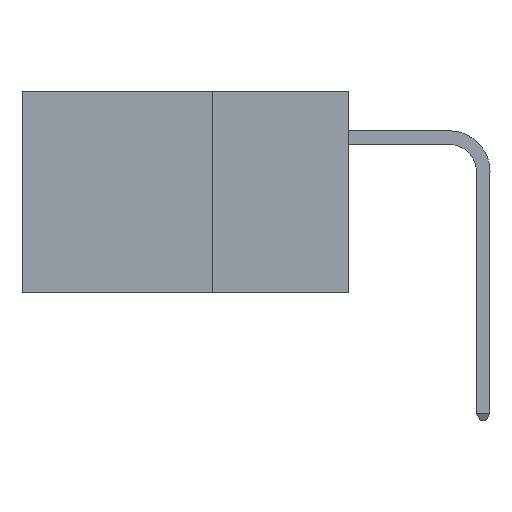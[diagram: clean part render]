
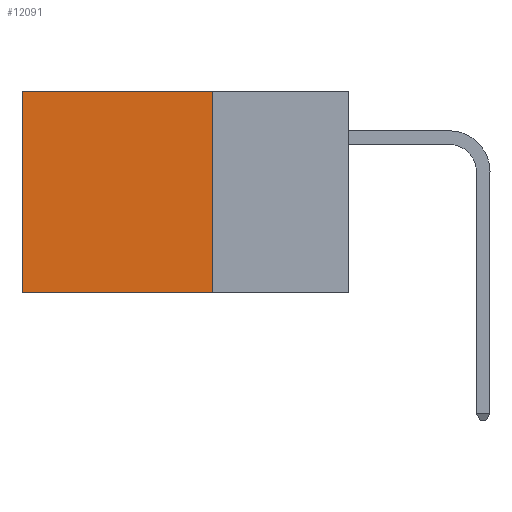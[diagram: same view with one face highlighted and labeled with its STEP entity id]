
A CAD part, left-side view. The second image highlights one B-rep face of the part: STEP entity #12091.
In plain terms, the highlighted planar face has unit normal (-1, 0, 0).
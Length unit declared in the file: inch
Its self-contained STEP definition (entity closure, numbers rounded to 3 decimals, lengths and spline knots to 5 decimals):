
#258 = DIRECTION ( 'NONE',  ( 0., 0., -1. ) ) ;
#689 = AXIS2_PLACEMENT_3D ( 'NONE', #5930, #8967, #30051 ) ;
#3303 = VERTEX_POINT ( 'NONE', #35568 ) ;
#3531 = EDGE_CURVE ( 'NONE', #7083, #21084, #33656, .T. ) ;
#5930 = CARTESIAN_POINT ( 'NONE',  ( 0.2875, 0.25, 0. ) ) ;
#6064 = ORIENTED_EDGE ( 'NONE', *, *, #31933, .T. ) ;
#6493 = CARTESIAN_POINT ( 'NONE',  ( 0.2875, 0.6, 0. ) ) ;
#7083 = VERTEX_POINT ( 'NONE', #10541 ) ;
#7755 = ORIENTED_EDGE ( 'NONE', *, *, #26380, .F. ) ;
#8967 = DIRECTION ( 'NONE',  ( 1., 0., 0. ) ) ;
#9610 = VECTOR ( 'NONE', #30615, 39.37008 ) ;
#9940 = VECTOR ( 'NONE', #35779, 39.37008 ) ;
#10541 = CARTESIAN_POINT ( 'NONE',  ( 0.2875, 0.6, 0. ) ) ;
#12091 = ADVANCED_FACE ( 'NONE', ( #35510 ), #24069, .F. ) ;
#17146 = LINE ( 'NONE', #23299, #39112 ) ;
#19162 = LINE ( 'NONE', #27596, #34166 ) ;
#20911 = CARTESIAN_POINT ( 'NONE',  ( 0.2875, 0.25, -0.37 ) ) ;
#21084 = VERTEX_POINT ( 'NONE', #23392 ) ;
#21155 = ORIENTED_EDGE ( 'NONE', *, *, #32716, .F. ) ;
#22605 = EDGE_LOOP ( 'NONE', ( #24809, #21155, #7755, #6064 ) ) ;
#23299 = CARTESIAN_POINT ( 'NONE',  ( 0.2875, 0.25, 0. ) ) ;
#23392 = CARTESIAN_POINT ( 'NONE',  ( 0.2875, 0.6, -0.37 ) ) ;
#24069 = PLANE ( 'NONE',  #689 ) ;
#24809 = ORIENTED_EDGE ( 'NONE', *, *, #3531, .T. ) ;
#25474 = VERTEX_POINT ( 'NONE', #33305 ) ;
#26008 = LINE ( 'NONE', #20911, #9940 ) ;
#26380 = EDGE_CURVE ( 'NONE', #3303, #25474, #19162, .T. ) ;
#27596 = CARTESIAN_POINT ( 'NONE',  ( 0.2875, 0.25, 0. ) ) ;
#30051 = DIRECTION ( 'NONE',  ( 0., 0., -1. ) ) ;
#30615 = DIRECTION ( 'NONE',  ( 0., 0., -1. ) ) ;
#31933 = EDGE_CURVE ( 'NONE', #3303, #7083, #17146, .T. ) ;
#32310 = DIRECTION ( 'NONE',  ( 0., 1., 0. ) ) ;
#32716 = EDGE_CURVE ( 'NONE', #25474, #21084, #26008, .T. ) ;
#33305 = CARTESIAN_POINT ( 'NONE',  ( 0.2875, 0.25, -0.37 ) ) ;
#33656 = LINE ( 'NONE', #6493, #9610 ) ;
#34166 = VECTOR ( 'NONE', #258, 39.37008 ) ;
#35510 = FACE_OUTER_BOUND ( 'NONE', #22605, .T. ) ;
#35568 = CARTESIAN_POINT ( 'NONE',  ( 0.2875, 0.25, 0. ) ) ;
#35779 = DIRECTION ( 'NONE',  ( 0., 1., 0. ) ) ;
#39112 = VECTOR ( 'NONE', #32310, 39.37008 ) ;
